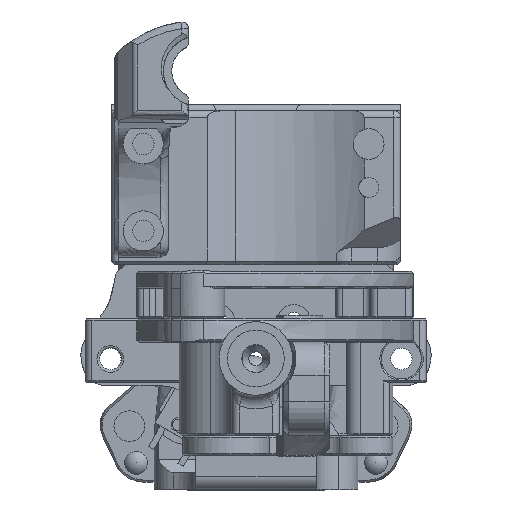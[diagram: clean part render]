
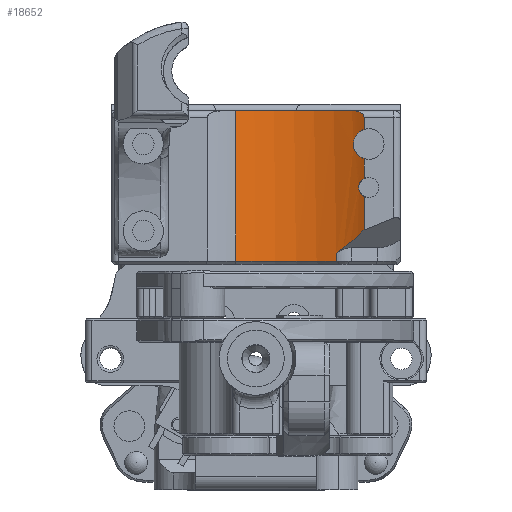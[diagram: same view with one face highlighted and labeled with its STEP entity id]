
A CAD part, top view. The second image highlights one B-rep face of the part: STEP entity #18652.
In plain terms, the highlighted cylindrical face has radius 20.15 mm (diameter 40.3 mm), a partial arc.
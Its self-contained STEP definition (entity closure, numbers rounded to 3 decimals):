
#294=B_SPLINE_CURVE_WITH_KNOTS('',3,(#27224,#27225,#27226,#27227,#27228,
#27229,#27230,#27231),.UNSPECIFIED.,.F.,.F.,(4,2,2,4),(0.503,
0.559,0.614,0.668),.UNSPECIFIED.);
#295=B_SPLINE_CURVE_WITH_KNOTS('',3,(#27233,#27234,#27235,#27236,#27237,
#27238,#27239,#27240),.UNSPECIFIED.,.F.,.F.,(4,2,2,4),(0.337,
0.391,0.447,0.503),.UNSPECIFIED.);
#296=B_SPLINE_CURVE_WITH_KNOTS('',3,(#27244,#27245,#27246,#27247,#27248,
#27249,#27250,#27251,#27252,#27253),.UNSPECIFIED.,.F.,.F.,(4,2,2,2,4),(0.773,
0.858,0.944,1.047,1.068),
 .UNSPECIFIED.);
#297=B_SPLINE_CURVE_WITH_KNOTS('',3,(#27255,#27256,#27257,#27258,#27259,
#27260,#27261,#27262,#27263,#27264),.UNSPECIFIED.,.F.,.F.,(4,2,2,2,4),(0.477,
0.499,0.602,0.687,0.773),
 .UNSPECIFIED.);
#298=B_SPLINE_CURVE_WITH_KNOTS('',3,(#27268,#27269,#27270,#27271,#27272,
#27273,#27274,#27275,#27276,#27277,#27278,#27279),.UNSPECIFIED.,.F.,.F.,
(4,2,2,2,2,4),(0.278,0.36,0.443,0.479,
0.498,0.516),.UNSPECIFIED.);
#694=ELLIPSE('',#19838,28.496,20.15);
#777=CYLINDRICAL_SURFACE('',#19837,20.15);
#1292=LINE('',#26989,#2955);
#1313=LINE('',#27199,#2976);
#1315=LINE('',#27222,#2978);
#1316=LINE('',#27242,#2979);
#1317=LINE('',#27266,#2980);
#2955=VECTOR('',#21748,10.);
#2976=VECTOR('',#21823,10.);
#2978=VECTOR('',#21831,10.);
#2979=VECTOR('',#21832,10.);
#2980=VECTOR('',#21833,10.);
#5156=FACE_OUTER_BOUND('',#6257,.T.);
#6257=EDGE_LOOP('',(#13133,#13134,#13135,#13136,#13137,#13138,#13139,#13140,
#13141,#13142,#13143,#13144,#13145));
#7435=CIRCLE('',#19827,20.15);
#7439=CIRCLE('',#19839,20.15);
#8227=VERTEX_POINT('',#26986);
#8228=VERTEX_POINT('',#26988);
#8261=VERTEX_POINT('',#27122);
#8270=VERTEX_POINT('',#27198);
#8273=VERTEX_POINT('',#27219);
#8274=VERTEX_POINT('',#27221);
#8275=VERTEX_POINT('',#27223);
#8276=VERTEX_POINT('',#27232);
#8277=VERTEX_POINT('',#27241);
#8278=VERTEX_POINT('',#27243);
#8279=VERTEX_POINT('',#27254);
#8280=VERTEX_POINT('',#27265);
#8281=VERTEX_POINT('',#27267);
#10086=EDGE_CURVE('',#8227,#8228,#1292,.T.);
#10123=EDGE_CURVE('',#8228,#8261,#7435,.T.);
#10138=EDGE_CURVE('',#8261,#8270,#1313,.T.);
#10142=EDGE_CURVE('',#8227,#8273,#694,.T.);
#10143=EDGE_CURVE('',#8274,#8273,#1315,.T.);
#10144=EDGE_CURVE('',#8275,#8274,#294,.T.);
#10145=EDGE_CURVE('',#8276,#8275,#295,.T.);
#10146=EDGE_CURVE('',#8277,#8276,#1316,.T.);
#10147=EDGE_CURVE('',#8278,#8277,#296,.T.);
#10148=EDGE_CURVE('',#8279,#8278,#297,.T.);
#10149=EDGE_CURVE('',#8280,#8279,#1317,.T.);
#10150=EDGE_CURVE('',#8281,#8280,#298,.T.);
#10151=EDGE_CURVE('',#8270,#8281,#7439,.T.);
#13133=ORIENTED_EDGE('',*,*,#10142,.T.);
#13134=ORIENTED_EDGE('',*,*,#10143,.F.);
#13135=ORIENTED_EDGE('',*,*,#10144,.F.);
#13136=ORIENTED_EDGE('',*,*,#10145,.F.);
#13137=ORIENTED_EDGE('',*,*,#10146,.F.);
#13138=ORIENTED_EDGE('',*,*,#10147,.F.);
#13139=ORIENTED_EDGE('',*,*,#10148,.F.);
#13140=ORIENTED_EDGE('',*,*,#10149,.F.);
#13141=ORIENTED_EDGE('',*,*,#10150,.F.);
#13142=ORIENTED_EDGE('',*,*,#10151,.F.);
#13143=ORIENTED_EDGE('',*,*,#10138,.F.);
#13144=ORIENTED_EDGE('',*,*,#10123,.F.);
#13145=ORIENTED_EDGE('',*,*,#10086,.F.);
#18652=ADVANCED_FACE('',(#5156),#777,.F.);
#19827=AXIS2_PLACEMENT_3D('',#27123,#21801,#21802);
#19837=AXIS2_PLACEMENT_3D('',#27218,#21827,#21828);
#19838=AXIS2_PLACEMENT_3D('',#27220,#21829,#21830);
#19839=AXIS2_PLACEMENT_3D('',#27280,#21834,#21835);
#21748=DIRECTION('',(0.,-1.,0.));
#21801=DIRECTION('center_axis',(0.,1.,0.));
#21802=DIRECTION('ref_axis',(-1.,0.,0.));
#21823=DIRECTION('',(0.,1.,0.));
#21827=DIRECTION('center_axis',(0.,-1.,0.));
#21828=DIRECTION('ref_axis',(-1.,0.,0.));
#21829=DIRECTION('center_axis',(0.282,-0.707,0.649));
#21830=DIRECTION('ref_axis',(-0.282,-0.707,-0.649));
#21831=DIRECTION('',(0.,-1.,0.));
#21832=DIRECTION('',(0.,-1.,0.));
#21833=DIRECTION('',(0.,-1.,0.));
#21834=DIRECTION('center_axis',(0.,-1.,0.));
#21835=DIRECTION('ref_axis',(-1.,0.,0.));
#26986=CARTESIAN_POINT('',(138.743,150.855,129.47));
#26988=CARTESIAN_POINT('',(138.743,149.65,129.47));
#26989=CARTESIAN_POINT('',(138.743,172.15,129.47));
#27122=CARTESIAN_POINT('',(123.662,149.65,130.201));
#27123=CARTESIAN_POINT('Origin',(132.106,149.65,148.496));
#27198=CARTESIAN_POINT('',(123.662,172.15,130.201));
#27199=CARTESIAN_POINT('',(123.662,172.15,130.201));
#27218=CARTESIAN_POINT('Origin',(132.106,172.15,148.496));
#27219=CARTESIAN_POINT('',(142.851,154.306,131.45));
#27220=CARTESIAN_POINT('Origin',(132.106,165.666,148.496));
#27221=CARTESIAN_POINT('',(142.851,159.322,131.45));
#27222=CARTESIAN_POINT('',(142.851,172.15,131.45));
#27223=CARTESIAN_POINT('',(142.049,160.65,130.97));
#27224=CARTESIAN_POINT('Ctrl Pts',(142.049,160.65,130.97));
#27225=CARTESIAN_POINT('Ctrl Pts',(142.049,160.463,130.97));
#27226=CARTESIAN_POINT('Ctrl Pts',(142.086,160.267,130.991));
#27227=CARTESIAN_POINT('Ctrl Pts',(142.23,159.91,131.074));
#27228=CARTESIAN_POINT('Ctrl Pts',(142.337,159.749,131.136));
#27229=CARTESIAN_POINT('Ctrl Pts',(142.569,159.503,131.274));
#27230=CARTESIAN_POINT('Ctrl Pts',(142.704,159.399,131.357));
#27231=CARTESIAN_POINT('Ctrl Pts',(142.851,159.322,131.45));
#27232=CARTESIAN_POINT('',(142.851,161.977,131.45));
#27233=CARTESIAN_POINT('Ctrl Pts',(142.851,161.977,131.45));
#27234=CARTESIAN_POINT('Ctrl Pts',(142.704,161.9,131.357));
#27235=CARTESIAN_POINT('Ctrl Pts',(142.569,161.796,131.274));
#27236=CARTESIAN_POINT('Ctrl Pts',(142.337,161.55,131.136));
#27237=CARTESIAN_POINT('Ctrl Pts',(142.23,161.389,131.074));
#27238=CARTESIAN_POINT('Ctrl Pts',(142.086,161.032,130.991));
#27239=CARTESIAN_POINT('Ctrl Pts',(142.049,160.836,130.97));
#27240=CARTESIAN_POINT('Ctrl Pts',(142.049,160.65,130.97));
#27241=CARTESIAN_POINT('',(142.851,164.958,131.45));
#27242=CARTESIAN_POINT('',(142.851,172.15,131.45));
#27243=CARTESIAN_POINT('',(141.249,167.15,130.54));
#27244=CARTESIAN_POINT('Ctrl Pts',(141.249,167.15,130.54));
#27245=CARTESIAN_POINT('Ctrl Pts',(141.249,166.864,130.54));
#27246=CARTESIAN_POINT('Ctrl Pts',(141.306,166.562,130.568));
#27247=CARTESIAN_POINT('Ctrl Pts',(141.528,166.013,130.684));
#27248=CARTESIAN_POINT('Ctrl Pts',(141.693,165.766,130.772));
#27249=CARTESIAN_POINT('Ctrl Pts',(142.096,165.338,130.995));
#27250=CARTESIAN_POINT('Ctrl Pts',(142.372,165.149,131.153));
#27251=CARTESIAN_POINT('Ctrl Pts',(142.726,165.001,131.372));
#27252=CARTESIAN_POINT('Ctrl Pts',(142.789,164.978,131.41));
#27253=CARTESIAN_POINT('Ctrl Pts',(142.851,164.958,131.45));
#27254=CARTESIAN_POINT('',(142.851,169.341,131.45));
#27255=CARTESIAN_POINT('Ctrl Pts',(142.851,169.341,131.45));
#27256=CARTESIAN_POINT('Ctrl Pts',(142.789,169.321,131.41));
#27257=CARTESIAN_POINT('Ctrl Pts',(142.726,169.298,131.372));
#27258=CARTESIAN_POINT('Ctrl Pts',(142.372,169.15,131.153));
#27259=CARTESIAN_POINT('Ctrl Pts',(142.096,168.961,130.995));
#27260=CARTESIAN_POINT('Ctrl Pts',(141.693,168.533,130.772));
#27261=CARTESIAN_POINT('Ctrl Pts',(141.528,168.286,130.684));
#27262=CARTESIAN_POINT('Ctrl Pts',(141.306,167.737,130.568));
#27263=CARTESIAN_POINT('Ctrl Pts',(141.249,167.435,130.54));
#27264=CARTESIAN_POINT('Ctrl Pts',(141.249,167.15,130.54));
#27265=CARTESIAN_POINT('',(142.851,171.15,131.45));
#27266=CARTESIAN_POINT('',(142.851,172.15,131.45));
#27267=CARTESIAN_POINT('',(141.071,172.15,130.45));
#27268=CARTESIAN_POINT('Ctrl Pts',(141.071,172.15,130.45));
#27269=CARTESIAN_POINT('Ctrl Pts',(141.316,172.15,130.572));
#27270=CARTESIAN_POINT('Ctrl Pts',(141.582,172.127,130.711));
#27271=CARTESIAN_POINT('Ctrl Pts',(142.086,172.006,130.989));
#27272=CARTESIAN_POINT('Ctrl Pts',(142.325,171.909,131.128));
#27273=CARTESIAN_POINT('Ctrl Pts',(142.606,171.687,131.298));
#27274=CARTESIAN_POINT('Ctrl Pts',(142.692,171.599,131.35));
#27275=CARTESIAN_POINT('Ctrl Pts',(142.784,171.443,131.408));
#27276=CARTESIAN_POINT('Ctrl Pts',(142.809,171.387,131.423));
#27277=CARTESIAN_POINT('Ctrl Pts',(142.842,171.271,131.444));
#27278=CARTESIAN_POINT('Ctrl Pts',(142.851,171.211,131.45));
#27279=CARTESIAN_POINT('Ctrl Pts',(142.851,171.15,131.45));
#27280=CARTESIAN_POINT('Origin',(132.106,172.15,148.496));
